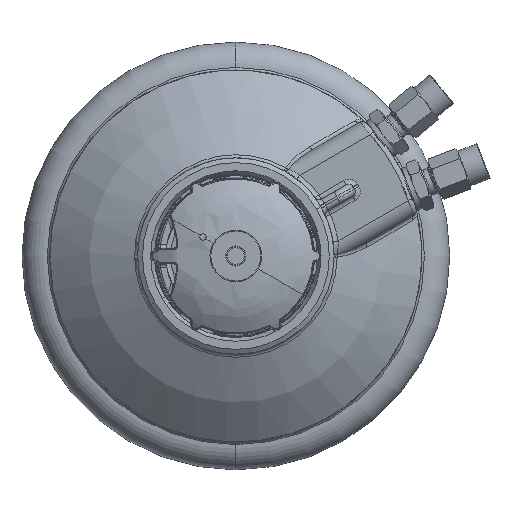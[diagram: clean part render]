
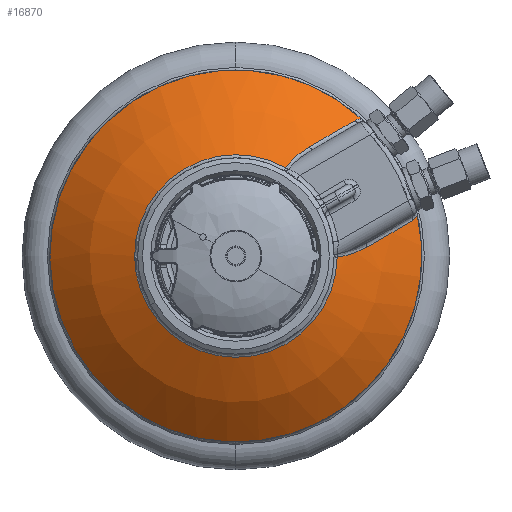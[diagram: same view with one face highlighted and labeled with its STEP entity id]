
A CAD part, front view. The second image highlights one B-rep face of the part: STEP entity #16870.
In plain terms, the highlighted spherical face has radius 84 mm.
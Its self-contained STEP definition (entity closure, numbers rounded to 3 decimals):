
#13281=CARTESIAN_POINT('',(27.542,32.73,16.273));
#13282=CARTESIAN_POINT('',(27.878,32.882,16.43));
#13283=CARTESIAN_POINT('',(28.584,33.202,16.73));
#13284=CARTESIAN_POINT('',(29.748,33.731,17.133));
#13285=CARTESIAN_POINT('',(31.021,34.318,17.491));
#13286=CARTESIAN_POINT('',(32.402,34.966,17.796));
#13287=CARTESIAN_POINT('',(33.896,35.683,18.039));
#13288=CARTESIAN_POINT('',(35.516,36.479,18.207));
#13289=CARTESIAN_POINT('',(36.7,37.076,18.252));
#13290=CARTESIAN_POINT('',(37.316,37.391,18.252));
#13308=CARTESIAN_POINT('',(0.,32.73,0.));
#13309=DIRECTION('',(0.,-1.,0.));
#13310=DIRECTION('',(0.861,0.,0.509));
#13311=AXIS2_PLACEMENT_3D('',#13308,#13309,#13310);
#13313=CARTESIAN_POINT('',(0.,50.363,0.));
#13314=DIRECTION('',(0.,1.,0.));
#13315=DIRECTION('',(0.955,0.,-0.297));
#13316=AXIS2_PLACEMENT_3D('',#13313,#13314,#13315);
#13318=CARTESIAN_POINT('',(0.,50.363,0.));
#13319=DIRECTION('',(0.,1.,0.));
#13320=DIRECTION('',(-1.,0.,0.));
#13321=AXIS2_PLACEMENT_3D('',#13318,#13319,#13320);
#13339=CARTESIAN_POINT('',(54.007,48.707,18.252));
#13340=CARTESIAN_POINT('',(54.217,48.89,18.252));
#13341=CARTESIAN_POINT('',(54.62,49.234,18.211));
#13342=CARTESIAN_POINT('',(55.174,49.685,18.046));
#13343=CARTESIAN_POINT('',(55.672,50.066,17.793));
#13344=CARTESIAN_POINT('',(55.962,50.272,17.577));
#13345=CARTESIAN_POINT('',(56.097,50.363,17.456));
#13592=CARTESIAN_POINT('',(37.316,37.391,18.252));
#13593=CARTESIAN_POINT('',(39.048,38.276,18.252));
#13594=CARTESIAN_POINT('',(42.628,40.261,18.252));
#13595=CARTESIAN_POINT('',(48.256,43.986,18.252));
#13596=CARTESIAN_POINT('',(52.092,47.03,18.252));
#13597=CARTESIAN_POINT('',(54.007,48.707,18.252));
#13615=CARTESIAN_POINT('',(37.316,37.391,
-18.252));
#13616=CARTESIAN_POINT('',(36.704,37.078,
-18.252));
#13617=CARTESIAN_POINT('',(35.527,36.485,
-18.207));
#13618=CARTESIAN_POINT('',(33.917,35.693,
-18.042));
#13619=CARTESIAN_POINT('',(32.426,34.978,
-17.801));
#13620=CARTESIAN_POINT('',(31.045,34.329,
-17.497));
#13621=CARTESIAN_POINT('',(29.767,33.739,
-17.139));
#13622=CARTESIAN_POINT('',(28.595,33.206,
-16.734));
#13623=CARTESIAN_POINT('',(27.882,32.884,
-16.432));
#13624=CARTESIAN_POINT('',(27.542,32.73,
-16.273));
#13651=CARTESIAN_POINT('',(54.007,48.707,
-18.252));
#13652=CARTESIAN_POINT('',(52.092,47.03,
-18.252));
#13653=CARTESIAN_POINT('',(48.257,43.987,
-18.252));
#13654=CARTESIAN_POINT('',(42.629,40.261,
-18.252));
#13655=CARTESIAN_POINT('',(39.048,38.276,
-18.252));
#13656=CARTESIAN_POINT('',(37.316,37.391,
-18.252));
#13658=CARTESIAN_POINT('',(56.096,50.363,
-17.458));
#13659=CARTESIAN_POINT('',(55.961,50.272,
-17.578));
#13660=CARTESIAN_POINT('',(55.67,50.065,
-17.794));
#13661=CARTESIAN_POINT('',(55.173,49.684,
-18.047));
#13662=CARTESIAN_POINT('',(54.619,49.234,
-18.211));
#13663=CARTESIAN_POINT('',(54.217,48.89,
-18.252));
#13664=CARTESIAN_POINT('',(54.007,48.707,
-18.252));
#14003=CARTESIAN_POINT('',(-58.75,50.363,0.));
#14004=VERTEX_POINT('',#14003);
#14021=VERTEX_POINT('',#13339);
#14022=VERTEX_POINT('',#13345);
#14024=VERTEX_POINT('',#13592);
#14025=VERTEX_POINT('',#13281);
#14034=VERTEX_POINT('',#13658);
#14035=VERTEX_POINT('',#13664);
#14039=VERTEX_POINT('',#13656);
#14040=VERTEX_POINT('',#13624);
#16849=CARTESIAN_POINT('',(0.,110.4,0.));
#16850=DIRECTION('',(0.,-1.,0.));
#16851=DIRECTION('',(-1.,0.,0.));
#16852=AXIS2_PLACEMENT_3D('',#16849,#16850,#16851);
#16853=SPHERICAL_SURFACE('',#16852,84.);
#16855=ORIENTED_EDGE('',*,*,#16854,.F.);
#16857=ORIENTED_EDGE('',*,*,#16856,.F.);
#16858=ORIENTED_EDGE('',*,*,#16839,.F.);
#16859=ORIENTED_EDGE('',*,*,#16265,.T.);
#16861=ORIENTED_EDGE('',*,*,#16860,.F.);
#16863=ORIENTED_EDGE('',*,*,#16862,.F.);
#16865=ORIENTED_EDGE('',*,*,#16864,.F.);
#16866=ORIENTED_EDGE('',*,*,#15741,.T.);
#16867=ORIENTED_EDGE('',*,*,#16056,.T.);
#16868=EDGE_LOOP('',(#16855,#16857,#16858,#16859,#16861,#16863,#16865,#16866,
#16867));
#16869=FACE_OUTER_BOUND('',#16868,.F.);
#16870=ADVANCED_FACE('',(#16869),#16853,.T.);
#13291=B_SPLINE_CURVE_WITH_KNOTS('',3,(#13281,#13282,#13283,#13284,#13285,
#13286,#13287,#13288,#13289,#13290),.UNSPECIFIED.,.F.,.F.,(4,1,1,1,1,1,1,4),(
0.,0.143,0.286,0.429,0.571,
0.714,0.857,1.),.UNSPECIFIED.);
#13312=CIRCLE('',#13311,31.991);
#13317=CIRCLE('',#13316,58.75);
#13322=CIRCLE('',#13321,58.75);
#13346=B_SPLINE_CURVE_WITH_KNOTS('',3,(#13339,#13340,#13341,#13342,#13343,
#13344,#13345),.UNSPECIFIED.,.F.,.F.,(4,1,1,1,4),(0.,0.25,0.5,0.75,
1.),.UNSPECIFIED.);
#13598=B_SPLINE_CURVE_WITH_KNOTS('',3,(#13592,#13593,#13594,#13595,#13596,
#13597),.UNSPECIFIED.,.F.,.F.,(4,1,1,4),(0.,0.333,
0.667,1.),.UNSPECIFIED.);
#13625=B_SPLINE_CURVE_WITH_KNOTS('',3,(#13615,#13616,#13617,#13618,#13619,
#13620,#13621,#13622,#13623,#13624),.UNSPECIFIED.,.F.,.F.,(4,1,1,1,1,1,1,4),(
0.,0.143,0.286,0.429,0.571,
0.714,0.857,1.),.UNSPECIFIED.);
#13657=B_SPLINE_CURVE_WITH_KNOTS('',3,(#13651,#13652,#13653,#13654,#13655,
#13656),.UNSPECIFIED.,.F.,.F.,(4,1,1,4),(0.,0.333,
0.667,1.),.UNSPECIFIED.);
#13665=B_SPLINE_CURVE_WITH_KNOTS('',3,(#13658,#13659,#13660,#13661,#13662,
#13663,#13664),.UNSPECIFIED.,.F.,.F.,(4,1,1,1,4),(0.,0.25,0.5,0.75,
1.),.UNSPECIFIED.);
#15741=EDGE_CURVE('',#14034,#14004,#13317,.T.);
#16056=EDGE_CURVE('',#14004,#14022,#13322,.T.);
#16265=EDGE_CURVE('',#14025,#14040,#13312,.T.);
#16839=EDGE_CURVE('',#14025,#14024,#13291,.T.);
#16854=EDGE_CURVE('',#14021,#14022,#13346,.T.);
#16856=EDGE_CURVE('',#14024,#14021,#13598,.T.);
#16860=EDGE_CURVE('',#14039,#14040,#13625,.T.);
#16862=EDGE_CURVE('',#14035,#14039,#13657,.T.);
#16864=EDGE_CURVE('',#14034,#14035,#13665,.T.);
